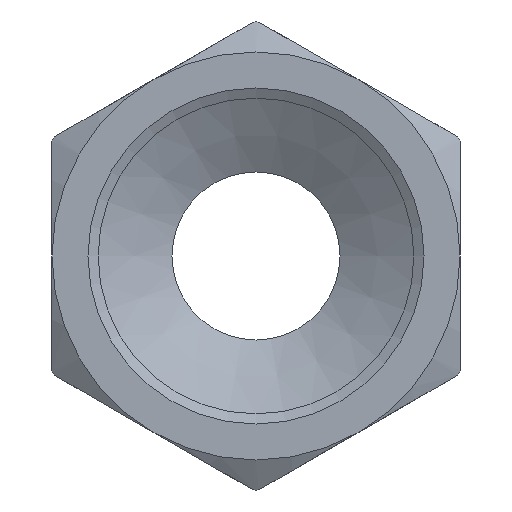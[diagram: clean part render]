
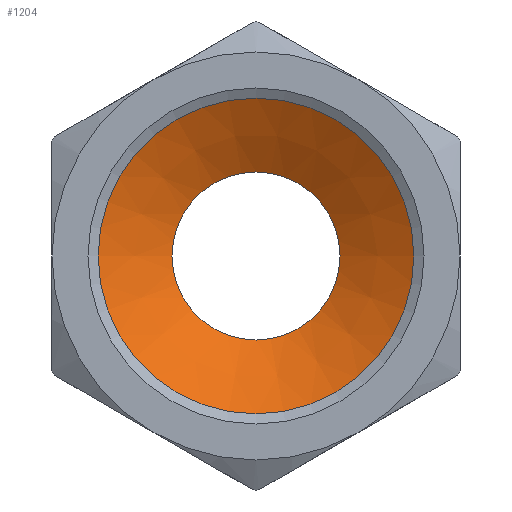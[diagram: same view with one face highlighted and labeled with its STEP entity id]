
A CAD part, left-side view. The second image highlights one B-rep face of the part: STEP entity #1204.
In plain terms, the highlighted conical face has half-angle 60 degrees and reference radius 5.075 mm.
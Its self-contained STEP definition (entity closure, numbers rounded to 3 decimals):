
#23=FACE_BOUND('',#281,.T.);
#199=FACE_OUTER_BOUND('',#280,.T.);
#280=EDGE_LOOP('',(#1084));
#281=EDGE_LOOP('',(#1085));
#341=CIRCLE('',#1330,3.5);
#358=CIRCLE('',#1366,6.65);
#543=VERTEX_POINT('',#2153);
#550=VERTEX_POINT('',#2208);
#709=EDGE_CURVE('',#543,#543,#341,.T.);
#730=EDGE_CURVE('',#550,#550,#358,.T.);
#1084=ORIENTED_EDGE('',*,*,#730,.F.);
#1085=ORIENTED_EDGE('',*,*,#709,.T.);
#1133=CONICAL_SURFACE('',#1365,5.075,1.047);
#1204=ADVANCED_FACE('',(#199,#23),#1133,.F.);
#1330=AXIS2_PLACEMENT_3D('',#2154,#1614,#1615);
#1365=AXIS2_PLACEMENT_3D('',#2207,#1684,#1685);
#1366=AXIS2_PLACEMENT_3D('',#2209,#1686,#1687);
#1614=DIRECTION('center_axis',(1.,0.,0.));
#1615=DIRECTION('ref_axis',(0.,0.,-1.));
#1684=DIRECTION('center_axis',(-1.,0.,0.));
#1685=DIRECTION('ref_axis',(0.,1.,0.));
#1686=DIRECTION('center_axis',(1.,0.,0.));
#1687=DIRECTION('ref_axis',(0.,0.,-1.));
#2153=CARTESIAN_POINT('',(15.,3.5,0.));
#2154=CARTESIAN_POINT('Origin',(15.,0.,0.));
#2207=CARTESIAN_POINT('Origin',(14.091,0.,0.));
#2208=CARTESIAN_POINT('',(13.181,6.65,0.));
#2209=CARTESIAN_POINT('Origin',(13.181,0.,0.));
